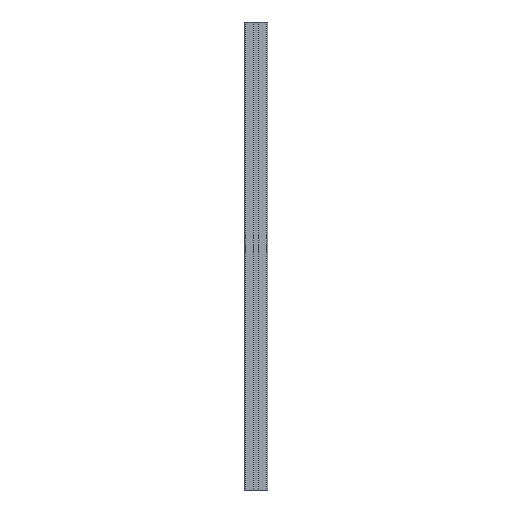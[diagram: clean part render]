
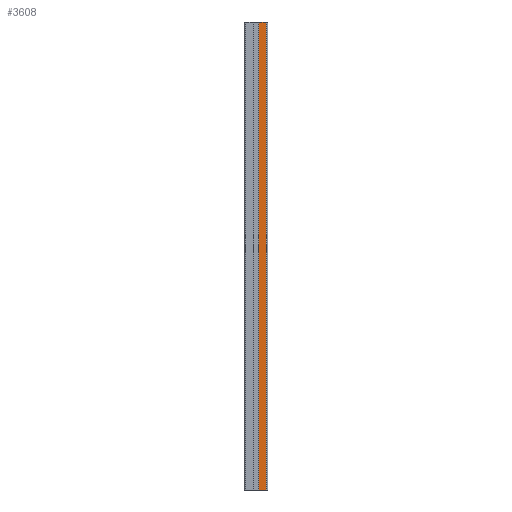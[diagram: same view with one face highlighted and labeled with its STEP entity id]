
A CAD part, front view. The second image highlights one B-rep face of the part: STEP entity #3608.
In plain terms, the highlighted planar face has unit normal (0, -1, 0).
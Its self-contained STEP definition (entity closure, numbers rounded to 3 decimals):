
#292=FACE_OUTER_BOUND('',#470,.T.);
#470=EDGE_LOOP('',(#2823,#2824,#2825,#2826));
#844=LINE('',#5706,#1284);
#845=LINE('',#5709,#1285);
#846=LINE('',#5711,#1286);
#847=LINE('',#5712,#1287);
#1284=VECTOR('',#4680,1000.);
#1285=VECTOR('',#4683,16.2);
#1286=VECTOR('',#4684,16.2);
#1287=VECTOR('',#4685,1000.);
#1673=VERTEX_POINT('',#5702);
#1674=VERTEX_POINT('',#5704);
#1675=VERTEX_POINT('',#5708);
#1676=VERTEX_POINT('',#5710);
#2160=EDGE_CURVE('',#1673,#1674,#844,.T.);
#2161=EDGE_CURVE('',#1675,#1673,#845,.T.);
#2162=EDGE_CURVE('',#1676,#1674,#846,.T.);
#2163=EDGE_CURVE('',#1675,#1676,#847,.T.);
#2823=ORIENTED_EDGE('',*,*,#2161,.T.);
#2824=ORIENTED_EDGE('',*,*,#2160,.T.);
#2825=ORIENTED_EDGE('',*,*,#2162,.F.);
#2826=ORIENTED_EDGE('',*,*,#2163,.F.);
#3432=PLANE('',#3872);
#3608=ADVANCED_FACE('',(#292),#3432,.T.);
#3872=AXIS2_PLACEMENT_3D('',#5707,#4681,#4682);
#4680=DIRECTION('',(0.,0.,1.));
#4681=DIRECTION('center_axis',(0.,-1.,0.));
#4682=DIRECTION('ref_axis',(1.,0.,0.));
#4683=DIRECTION('',(1.,0.,0.));
#4684=DIRECTION('',(1.,0.,0.));
#4685=DIRECTION('',(0.,0.,1.));
#5702=CARTESIAN_POINT('',(22.,-25.,0.));
#5704=CARTESIAN_POINT('',(22.,-25.,1000.));
#5706=CARTESIAN_POINT('',(22.,-25.,0.));
#5707=CARTESIAN_POINT('Origin',(5.8,-25.,0.));
#5708=CARTESIAN_POINT('',(5.8,-25.,0.));
#5709=CARTESIAN_POINT('',(5.8,-25.,0.));
#5710=CARTESIAN_POINT('',(5.8,-25.,1000.));
#5711=CARTESIAN_POINT('',(5.8,-25.,1000.));
#5712=CARTESIAN_POINT('',(5.8,-25.,0.));
